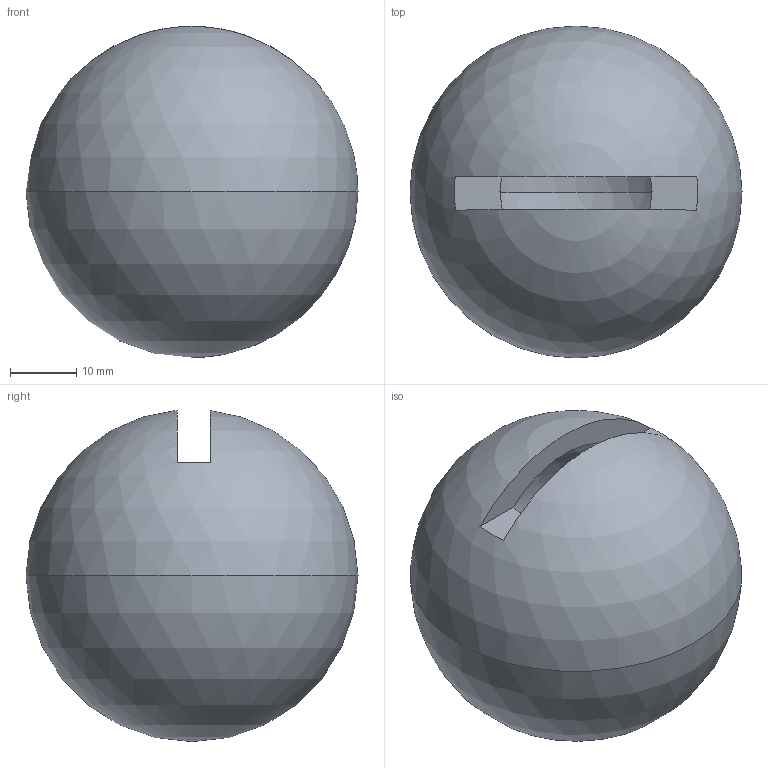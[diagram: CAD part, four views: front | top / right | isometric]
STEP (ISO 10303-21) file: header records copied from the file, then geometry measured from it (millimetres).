
FILE_DESCRIPTION (( 'STEP AP214' ), '1' );
FILE_NAME ('joystick socket.STEP', '2023-06-04T05:25:22', ( '' ), ( '' ), 'SwSTEP 2.0', 'SolidWorks 2022', '' );
FILE_SCHEMA (( 'AUTOMOTIVE_DESIGN' ));
Length unit declared in the file: millimetre
Products named in the file (1): joystick socket
Bounding box: 50 x 50 x 49.9 mm (x, y, z)
Volume: 46273.2 mm3; surface area: 11239.7 mm2
Topology: 1 solids, 1 shells, 8 faces, 28 edges, 19 vertices
Faces by surface type: sphere 4, plane 4
Entity records: 274 total; most frequent: DIRECTION 50, CARTESIAN_POINT 40, ORIENTED_EDGE 36, AXIS2_PLACEMENT_3D 23, EDGE_CURVE 18, CIRCLE 14, VERTEX_POINT 13, EDGE_LOOP 9
